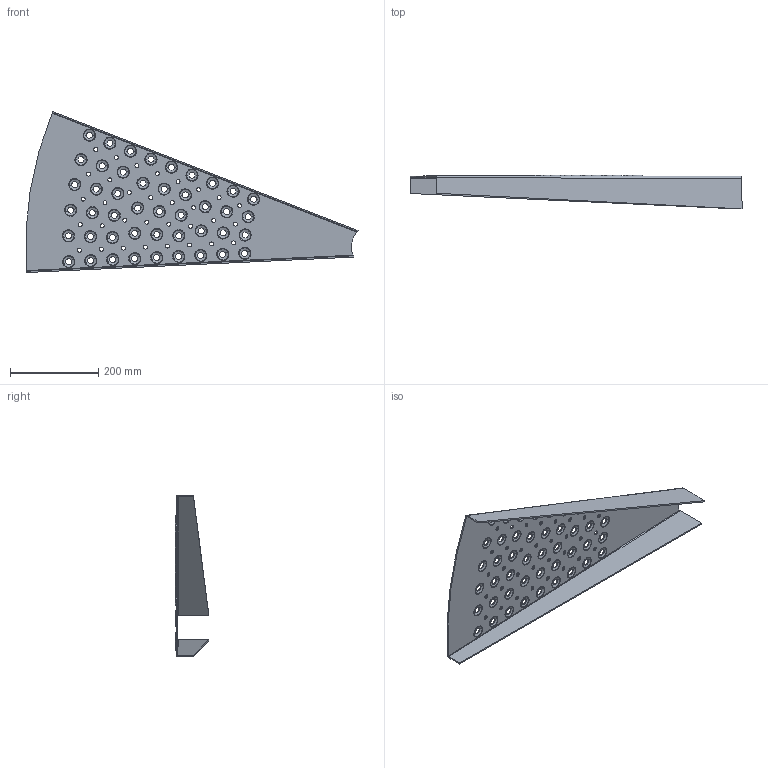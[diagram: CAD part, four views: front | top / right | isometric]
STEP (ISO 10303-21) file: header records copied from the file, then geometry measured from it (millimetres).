
FILE_DESCRIPTION (( 'STEP AP203' ), '1' );
FILE_NAME ('24126_24.0221_SPINDELTRIN_TYPE_K_800mm_V=24.STEP', '2011-10-11T07:02:44', ( 'JKJ' ), ( '' ), 'SwSTEP 2.0', 'SolidWorks 2011', '' );
FILE_SCHEMA (( 'CONFIG_CONTROL_DESIGN' ));
Length unit declared in the file: millimetre
Products named in the file (1): 24126_24.0221_SPINDELTRIN_TYPE_K_800mm_V=24
Bounding box: 753.62 x 76.29 x 365.56 mm (x, y, z)
Volume: 693268.3 mm3; surface area: 477616.2 mm2
Topology: 1 solids, 1 shells, 540 faces, 1562 edges, 1024 vertices
Faces by surface type: cone 270, torus 180, cylinder 70, plane 16, bspline 4
Entity records: 18999 total; most frequent: DIRECTION 3804, CARTESIAN_POINT 3291, ORIENTED_EDGE 3124, AXIS2_PLACEMENT_3D 1721, EDGE_CURVE 1562, CIRCLE 1184, VERTEX_POINT 1024, EDGE_LOOP 694
